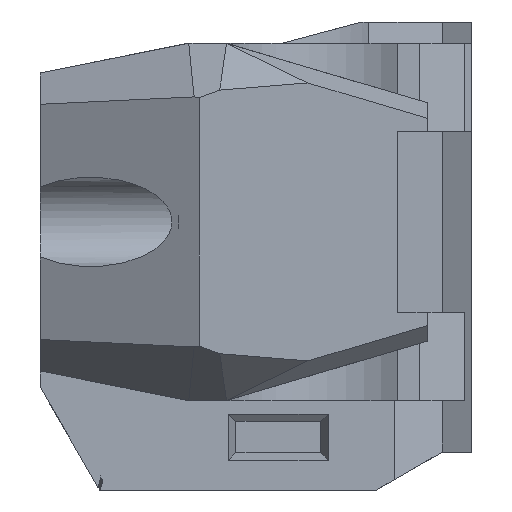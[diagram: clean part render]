
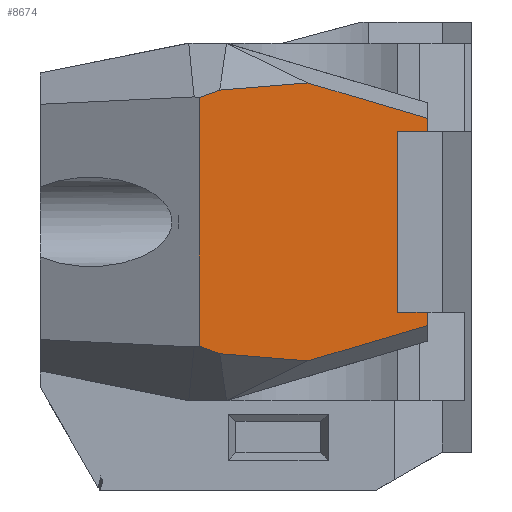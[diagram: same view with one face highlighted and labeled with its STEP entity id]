
A CAD part, left-side view. The second image highlights one B-rep face of the part: STEP entity #8674.
In plain terms, the highlighted planar face has unit normal (-1, 0, 0).
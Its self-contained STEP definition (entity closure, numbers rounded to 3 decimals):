
#702=PLANE('',#9200);
#1112=FACE_OUTER_BOUND('',#1558,.T.);
#1558=EDGE_LOOP('',(#7871,#7872,#7873,#7874,#7875,#7876,#7877,#7878,#7879,
#7880,#7881,#7882));
#2459=LINE('',#13363,#3526);
#2461=LINE('',#13367,#3528);
#2464=LINE('',#13372,#3531);
#2467=LINE('',#13377,#3534);
#2469=LINE('',#13381,#3536);
#2470=LINE('',#13384,#3537);
#2473=LINE('',#13389,#3540);
#2474=LINE('',#13392,#3541);
#2477=LINE('',#13398,#3544);
#2624=LINE('',#13751,#3691);
#2628=LINE('',#13759,#3695);
#2632=LINE('',#13766,#3699);
#3526=VECTOR('',#10788,10.);
#3528=VECTOR('',#10792,10.);
#3531=VECTOR('',#10797,10.);
#3534=VECTOR('',#10802,10.);
#3536=VECTOR('',#10806,10.);
#3537=VECTOR('',#10809,10.);
#3540=VECTOR('',#10814,10.);
#3541=VECTOR('',#10817,10.);
#3544=VECTOR('',#10822,10.);
#3691=VECTOR('',#11127,10.);
#3695=VECTOR('',#11133,10.);
#3699=VECTOR('',#11139,10.);
#4501=VERTEX_POINT('',#13360);
#4502=VERTEX_POINT('',#13362);
#4503=VERTEX_POINT('',#13366);
#4504=VERTEX_POINT('',#13371);
#4505=VERTEX_POINT('',#13375);
#4506=VERTEX_POINT('',#13379);
#4507=VERTEX_POINT('',#13383);
#4508=VERTEX_POINT('',#13387);
#4509=VERTEX_POINT('',#13391);
#4511=VERTEX_POINT('',#13397);
#4598=VERTEX_POINT('',#13750);
#4601=VERTEX_POINT('',#13758);
#5560=EDGE_CURVE('',#4502,#4501,#2459,.T.);
#5562=EDGE_CURVE('',#4503,#4502,#2461,.T.);
#5565=EDGE_CURVE('',#4504,#4503,#2464,.T.);
#5568=EDGE_CURVE('',#4505,#4504,#2467,.T.);
#5570=EDGE_CURVE('',#4505,#4506,#2469,.T.);
#5571=EDGE_CURVE('',#4506,#4507,#2470,.T.);
#5574=EDGE_CURVE('',#4507,#4508,#2473,.T.);
#5575=EDGE_CURVE('',#4509,#4508,#2474,.T.);
#5578=EDGE_CURVE('',#4509,#4511,#2477,.T.);
#5737=EDGE_CURVE('',#4598,#4511,#2624,.T.);
#5741=EDGE_CURVE('',#4501,#4601,#2628,.T.);
#5745=EDGE_CURVE('',#4601,#4598,#2632,.F.);
#7871=ORIENTED_EDGE('',*,*,#5737,.T.);
#7872=ORIENTED_EDGE('',*,*,#5578,.F.);
#7873=ORIENTED_EDGE('',*,*,#5575,.T.);
#7874=ORIENTED_EDGE('',*,*,#5574,.F.);
#7875=ORIENTED_EDGE('',*,*,#5571,.F.);
#7876=ORIENTED_EDGE('',*,*,#5570,.F.);
#7877=ORIENTED_EDGE('',*,*,#5568,.T.);
#7878=ORIENTED_EDGE('',*,*,#5565,.T.);
#7879=ORIENTED_EDGE('',*,*,#5562,.T.);
#7880=ORIENTED_EDGE('',*,*,#5560,.T.);
#7881=ORIENTED_EDGE('',*,*,#5741,.T.);
#7882=ORIENTED_EDGE('',*,*,#5745,.T.);
#8674=ADVANCED_FACE('',(#1112),#702,.F.);
#9200=AXIS2_PLACEMENT_3D('',#13765,#11137,#11138);
#10788=DIRECTION('',(0.,0.997,-0.081));
#10792=DIRECTION('',(0.,0.959,0.284));
#10797=DIRECTION('',(0.,0.,1.));
#10802=DIRECTION('',(0.,-1.,0.));
#10806=DIRECTION('',(0.,0.,-1.));
#10809=DIRECTION('',(0.,-1.,0.));
#10814=DIRECTION('',(0.,0.,-1.));
#10817=DIRECTION('',(0.,-0.959,0.284));
#10822=DIRECTION('',(0.,0.997,0.081));
#11127=DIRECTION('',(0.,-0.94,-0.341));
#11133=DIRECTION('',(0.,0.94,-0.341));
#11137=DIRECTION('center_axis',(1.,0.,0.));
#11138=DIRECTION('ref_axis',(0.,-1.,0.));
#11139=DIRECTION('',(0.,0.,1.));
#13360=CARTESIAN_POINT('',(-14.,7.938,8.848));
#13362=CARTESIAN_POINT('',(-14.,2.015,9.332));
#13363=CARTESIAN_POINT('',(-14.,6.502,8.965));
#13366=CARTESIAN_POINT('',(-14.,-6.,6.957));
#13367=CARTESIAN_POINT('',(-14.,3.622,9.808));
#13371=CARTESIAN_POINT('',(-14.,-6.,6.075));
#13372=CARTESIAN_POINT('',(-14.,-6.,6.075));
#13375=CARTESIAN_POINT('',(-14.,-4.,6.075));
#13377=CARTESIAN_POINT('',(-14.,-4.,6.075));
#13379=CARTESIAN_POINT('',(-14.,-4.,-6.075));
#13381=CARTESIAN_POINT('',(-14.,-4.,0.));
#13383=CARTESIAN_POINT('',(-14.,-6.,-6.075));
#13384=CARTESIAN_POINT('',(-14.,-4.,-6.075));
#13387=CARTESIAN_POINT('',(-14.,-6.,-6.957));
#13389=CARTESIAN_POINT('',(-14.,-6.,-6.075));
#13391=CARTESIAN_POINT('',(-14.,2.015,-9.332));
#13392=CARTESIAN_POINT('',(-14.,-3.128,-7.808));
#13397=CARTESIAN_POINT('',(-14.,7.938,-8.848));
#13398=CARTESIAN_POINT('',(-14.,3.63,-9.2));
#13750=CARTESIAN_POINT('',(-14.,9.32,-8.347));
#13751=CARTESIAN_POINT('',(-14.,10.946,-7.758));
#13758=CARTESIAN_POINT('',(-14.,9.32,8.347));
#13759=CARTESIAN_POINT('',(-14.,10.946,7.758));
#13765=CARTESIAN_POINT('Origin',(-14.,2.,0.));
#13766=CARTESIAN_POINT('',(-14.,9.32,0.));
